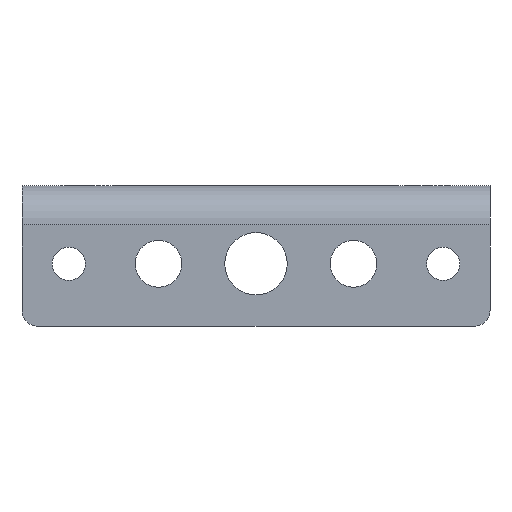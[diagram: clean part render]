
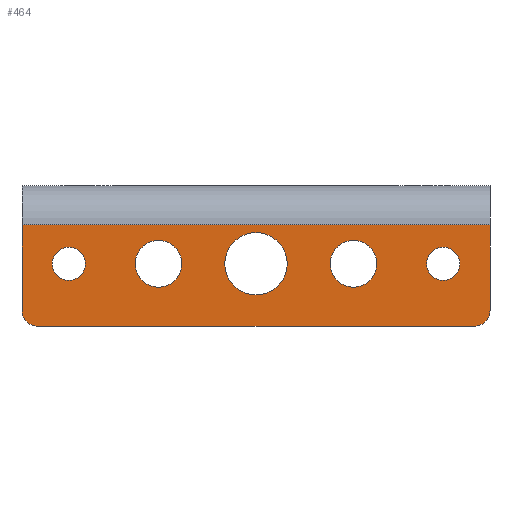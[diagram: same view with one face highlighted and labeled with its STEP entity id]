
A CAD part, front view. The second image highlights one B-rep face of the part: STEP entity #464.
In plain terms, the highlighted planar face has unit normal (0, -1, 0).
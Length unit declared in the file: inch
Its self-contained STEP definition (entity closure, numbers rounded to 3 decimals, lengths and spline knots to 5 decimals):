
#3 = EDGE_CURVE ( 'NONE', #820, #706, #184, .T. ) ;
#5 = AXIS2_PLACEMENT_3D ( 'NONE', #674, #707, #672 ) ;
#6 = EDGE_CURVE ( 'NONE', #824, #613, #126, .T. ) ;
#7 = EDGE_CURVE ( 'NONE', #813, #797, #122, .T. ) ;
#8 = EDGE_CURVE ( 'NONE', #799, #811, #293, .T. ) ;
#9 = EDGE_CURVE ( 'NONE', #604, #779, #140, .T. ) ;
#11 = EDGE_CURVE ( 'NONE', #599, #815, #170, .T. ) ;
#12 = EDGE_CURVE ( 'NONE', #779, #599, #192, .T. ) ;
#36 = EDGE_CURVE ( 'NONE', #613, #824, #381, .T. ) ;
#38 = EDGE_CURVE ( 'NONE', #697, #604, #306, .T. ) ;
#45 = EDGE_CURVE ( 'NONE', #697, #826, #383, .T. ) ;
#49 = EDGE_CURVE ( 'NONE', #705, #818, #309, .T. ) ;
#51 = EDGE_CURVE ( 'NONE', #815, #826, #430, .T. ) ;
#53 = EDGE_CURVE ( 'NONE', #818, #705, #305, .T. ) ;
#58 = EDGE_CURVE ( 'NONE', #797, #813, #425, .T. ) ;
#63 = EDGE_CURVE ( 'NONE', #811, #799, #338, .T. ) ;
#67 = EDGE_CURVE ( 'NONE', #706, #820, #409, .T. ) ;
#100 = ORIENTED_EDGE ( 'NONE', *, *, #3, .T. ) ;
#109 = ORIENTED_EDGE ( 'NONE', *, *, #12, .T. ) ;
#122 = CIRCLE ( 'NONE', #1256, 0.25 ) ;
#126 = CIRCLE ( 'NONE', #1254, 0.1875 ) ;
#129 = EDGE_LOOP ( 'NONE', ( #297, #536 ) ) ;
#134 = ORIENTED_EDGE ( 'NONE', *, *, #7, .T. ) ;
#140 = CIRCLE ( 'NONE', #1255, 0.125 ) ;
#145 = ORIENTED_EDGE ( 'NONE', *, *, #45, .F. ) ;
#162 = EDGE_LOOP ( 'NONE', ( #100, #566 ) ) ;
#170 = CIRCLE ( 'NONE', #1258, 0.125 ) ;
#184 = CIRCLE ( 'NONE', #5, 0.13281 ) ;
#192 = LINE ( 'NONE', #708, #253 ) ;
#195 = EDGE_LOOP ( 'NONE', ( #219, #230, #109, #280, #220, #145 ) ) ;
#217 = ORIENTED_EDGE ( 'NONE', *, *, #49, .T. ) ;
#219 = ORIENTED_EDGE ( 'NONE', *, *, #38, .T. ) ;
#220 = ORIENTED_EDGE ( 'NONE', *, *, #51, .T. ) ;
#225 = ORIENTED_EDGE ( 'NONE', *, *, #53, .T. ) ;
#230 = ORIENTED_EDGE ( 'NONE', *, *, #9, .T. ) ;
#235 = EDGE_LOOP ( 'NONE', ( #497, #480 ) ) ;
#253 = VECTOR ( 'NONE', #719, 39.37008 ) ;
#259 = EDGE_LOOP ( 'NONE', ( #134, #520 ) ) ;
#276 = EDGE_LOOP ( 'NONE', ( #217, #225 ) ) ;
#280 = ORIENTED_EDGE ( 'NONE', *, *, #11, .T. ) ;
#293 = CIRCLE ( 'NONE', #1253, 0.13281 ) ;
#297 = ORIENTED_EDGE ( 'NONE', *, *, #6, .T. ) ;
#305 = CIRCLE ( 'NONE', #1185, 0.1875 ) ;
#306 = LINE ( 'NONE', #625, #419 ) ;
#309 = CIRCLE ( 'NONE', #1184, 0.1875 ) ;
#333 = VECTOR ( 'NONE', #846, 39.37008 ) ;
#338 = CIRCLE ( 'NONE', #1191, 0.13281 ) ;
#380 = VECTOR ( 'NONE', #775, 39.37008 ) ;
#381 = CIRCLE ( 'NONE', #1177, 0.1875 ) ;
#383 = LINE ( 'NONE', #851, #333 ) ;
#409 = CIRCLE ( 'NONE', #1192, 0.13281 ) ;
#419 = VECTOR ( 'NONE', #917, 39.37008 ) ;
#425 = CIRCLE ( 'NONE', #1188, 0.25 ) ;
#430 = LINE ( 'NONE', #881, #380 ) ;
#464 = ADVANCED_FACE ( 'NONE', ( #1337, #1288, #1295, #1385, #1315, #1354 ), #956, .F. ) ;
#480 = ORIENTED_EDGE ( 'NONE', *, *, #63, .T. ) ;
#497 = ORIENTED_EDGE ( 'NONE', *, *, #8, .T. ) ;
#520 = ORIENTED_EDGE ( 'NONE', *, *, #58, .T. ) ;
#536 = ORIENTED_EDGE ( 'NONE', *, *, #36, .T. ) ;
#566 = ORIENTED_EDGE ( 'NONE', *, *, #67, .T. ) ;
#579 = CARTESIAN_POINT ( 'NONE',  ( -0.78125, -1.5625, -0.625 ) ) ;
#580 = DIRECTION ( 'NONE',  ( 0., 0., 1. ) ) ;
#583 = DIRECTION ( 'NONE',  ( 0., 1., 0. ) ) ;
#588 = DIRECTION ( 'NONE',  ( 0., 1., 0. ) ) ;
#593 = CARTESIAN_POINT ( 'NONE',  ( 0.78125, -1.5625, -0.625 ) ) ;
#595 = DIRECTION ( 'NONE',  ( 0., 0., 1. ) ) ;
#598 = DIRECTION ( 'NONE',  ( 0., 1., 0. ) ) ;
#599 = VERTEX_POINT ( 'NONE', #992 ) ;
#602 = CARTESIAN_POINT ( 'NONE',  ( 0., -1.5625, -0.625 ) ) ;
#604 = VERTEX_POINT ( 'NONE', #916 ) ;
#605 = DIRECTION ( 'NONE',  ( 0., 0., 1. ) ) ;
#606 = CARTESIAN_POINT ( 'NONE',  ( 0., -1.5625, -0.625 ) ) ;
#613 = VERTEX_POINT ( 'NONE', #835 ) ;
#616 = DIRECTION ( 'NONE',  ( 0., 0., 1. ) ) ;
#617 = CARTESIAN_POINT ( 'NONE',  ( 1.75, -1.5625, -1. ) ) ;
#622 = DIRECTION ( 'NONE',  ( 0., 1., 0. ) ) ;
#625 = CARTESIAN_POINT ( 'NONE',  ( -1.875, -1.5625, -0.1875 ) ) ;
#665 = DIRECTION ( 'NONE',  ( 0., -1., 0. ) ) ;
#666 = DIRECTION ( 'NONE',  ( 0., 0., 1. ) ) ;
#667 = DIRECTION ( 'NONE',  ( 0., 0., 1. ) ) ;
#668 = DIRECTION ( 'NONE',  ( 0., 0., 1. ) ) ;
#672 = DIRECTION ( 'NONE',  ( 0., 0., 1. ) ) ;
#674 = CARTESIAN_POINT ( 'NONE',  ( -1.5, -1.5625, -0.625 ) ) ;
#677 = DIRECTION ( 'NONE',  ( 0., 1., 0. ) ) ;
#697 = VERTEX_POINT ( 'NONE', #1130 ) ;
#698 = DIRECTION ( 'NONE',  ( 0., 1., 0. ) ) ;
#699 = DIRECTION ( 'NONE',  ( 0., -1., 0. ) ) ;
#700 = DIRECTION ( 'NONE',  ( 0., 1., 0. ) ) ;
#705 = VERTEX_POINT ( 'NONE', #990 ) ;
#706 = VERTEX_POINT ( 'NONE', #906 ) ;
#707 = DIRECTION ( 'NONE',  ( 0., 1., 0. ) ) ;
#708 = CARTESIAN_POINT ( 'NONE',  ( 1.875, -1.5625, -1.125 ) ) ;
#719 = DIRECTION ( 'NONE',  ( 1., 0., 0. ) ) ;
#725 = CARTESIAN_POINT ( 'NONE',  ( 1.5, -1.5625, -0.625 ) ) ;
#737 = CARTESIAN_POINT ( 'NONE',  ( -1.5, -1.5625, -0.625 ) ) ;
#754 = CARTESIAN_POINT ( 'NONE',  ( 0.78125, -1.5625, -0.625 ) ) ;
#760 = CARTESIAN_POINT ( 'NONE',  ( -1.75, -1.5625, -1. ) ) ;
#761 = DIRECTION ( 'NONE',  ( 0., 0., 1. ) ) ;
#772 = DIRECTION ( 'NONE',  ( 0., 0., 1. ) ) ;
#775 = DIRECTION ( 'NONE',  ( 0., 0., 1. ) ) ;
#779 = VERTEX_POINT ( 'NONE', #1024 ) ;
#787 = DIRECTION ( 'NONE',  ( 0., 1., 0. ) ) ;
#789 = DIRECTION ( 'NONE',  ( 0., 0., 1. ) ) ;
#797 = VERTEX_POINT ( 'NONE', #1067 ) ;
#799 = VERTEX_POINT ( 'NONE', #1083 ) ;
#811 = VERTEX_POINT ( 'NONE', #919 ) ;
#813 = VERTEX_POINT ( 'NONE', #913 ) ;
#815 = VERTEX_POINT ( 'NONE', #957 ) ;
#818 = VERTEX_POINT ( 'NONE', #948 ) ;
#820 = VERTEX_POINT ( 'NONE', #941 ) ;
#824 = VERTEX_POINT ( 'NONE', #987 ) ;
#826 = VERTEX_POINT ( 'NONE', #1086 ) ;
#835 = CARTESIAN_POINT ( 'NONE',  ( 0.78125, -1.5625, -0.8125 ) ) ;
#844 = CARTESIAN_POINT ( 'NONE',  ( -0.78125, -1.5625, -0.625 ) ) ;
#846 = DIRECTION ( 'NONE',  ( 1., 0., 0. ) ) ;
#848 = CARTESIAN_POINT ( 'NONE',  ( 1.5, -1.5625, -0.625 ) ) ;
#851 = CARTESIAN_POINT ( 'NONE',  ( 1.875, -1.5625, -0.3125 ) ) ;
#881 = CARTESIAN_POINT ( 'NONE',  ( 1.875, -1.5625, -0.1875 ) ) ;
#903 = CARTESIAN_POINT ( 'NONE',  ( 1.875, -1.5625, -0.1875 ) ) ;
#906 = CARTESIAN_POINT ( 'NONE',  ( -1.5, -1.5625, -0.75781 ) ) ;
#913 = CARTESIAN_POINT ( 'NONE',  ( 0., -1.5625, -0.375 ) ) ;
#916 = CARTESIAN_POINT ( 'NONE',  ( -1.875, -1.5625, -1. ) ) ;
#917 = DIRECTION ( 'NONE',  ( 0., 0., -1. ) ) ;
#918 = DIRECTION ( 'NONE',  ( 0., 1., 0. ) ) ;
#919 = CARTESIAN_POINT ( 'NONE',  ( 1.5, -1.5625, -0.75781 ) ) ;
#941 = CARTESIAN_POINT ( 'NONE',  ( -1.5, -1.5625, -0.49218 ) ) ;
#948 = CARTESIAN_POINT ( 'NONE',  ( -0.78125, -1.5625, -0.8125 ) ) ;
#956 = PLANE ( 'NONE',  #1166 ) ;
#957 = CARTESIAN_POINT ( 'NONE',  ( 1.875, -1.5625, -1. ) ) ;
#987 = CARTESIAN_POINT ( 'NONE',  ( 0.78125, -1.5625, -0.4375 ) ) ;
#990 = CARTESIAN_POINT ( 'NONE',  ( -0.78125, -1.5625, -0.4375 ) ) ;
#992 = CARTESIAN_POINT ( 'NONE',  ( 1.75, -1.5625, -1.125 ) ) ;
#1024 = CARTESIAN_POINT ( 'NONE',  ( -1.75, -1.5625, -1.125 ) ) ;
#1051 = DIRECTION ( 'NONE',  ( 0., 0., 1. ) ) ;
#1053 = DIRECTION ( 'NONE',  ( 0., 1., 0. ) ) ;
#1067 = CARTESIAN_POINT ( 'NONE',  ( 0., -1.5625, -0.875 ) ) ;
#1083 = CARTESIAN_POINT ( 'NONE',  ( 1.5, -1.5625, -0.49218 ) ) ;
#1086 = CARTESIAN_POINT ( 'NONE',  ( 1.875, -1.5625, -0.3125 ) ) ;
#1123 = DIRECTION ( 'NONE',  ( 0., 0., 1. ) ) ;
#1130 = CARTESIAN_POINT ( 'NONE',  ( -1.875, -1.5625, -0.3125 ) ) ;
#1166 = AXIS2_PLACEMENT_3D ( 'NONE', #903, #918, #1051 ) ;
#1177 = AXIS2_PLACEMENT_3D ( 'NONE', #593, #622, #616 ) ;
#1184 = AXIS2_PLACEMENT_3D ( 'NONE', #844, #588, #595 ) ;
#1185 = AXIS2_PLACEMENT_3D ( 'NONE', #579, #583, #580 ) ;
#1188 = AXIS2_PLACEMENT_3D ( 'NONE', #602, #598, #772 ) ;
#1191 = AXIS2_PLACEMENT_3D ( 'NONE', #848, #1053, #1123 ) ;
#1192 = AXIS2_PLACEMENT_3D ( 'NONE', #737, #787, #789 ) ;
#1253 = AXIS2_PLACEMENT_3D ( 'NONE', #725, #698, #667 ) ;
#1254 = AXIS2_PLACEMENT_3D ( 'NONE', #754, #677, #668 ) ;
#1255 = AXIS2_PLACEMENT_3D ( 'NONE', #760, #699, #761 ) ;
#1256 = AXIS2_PLACEMENT_3D ( 'NONE', #606, #700, #605 ) ;
#1258 = AXIS2_PLACEMENT_3D ( 'NONE', #617, #665, #666 ) ;
#1288 = FACE_BOUND ( 'NONE', #276, .T. ) ;
#1295 = FACE_BOUND ( 'NONE', #259, .T. ) ;
#1315 = FACE_BOUND ( 'NONE', #162, .T. ) ;
#1337 = FACE_BOUND ( 'NONE', #129, .T. ) ;
#1354 = FACE_OUTER_BOUND ( 'NONE', #195, .T. ) ;
#1385 = FACE_BOUND ( 'NONE', #235, .T. ) ;
